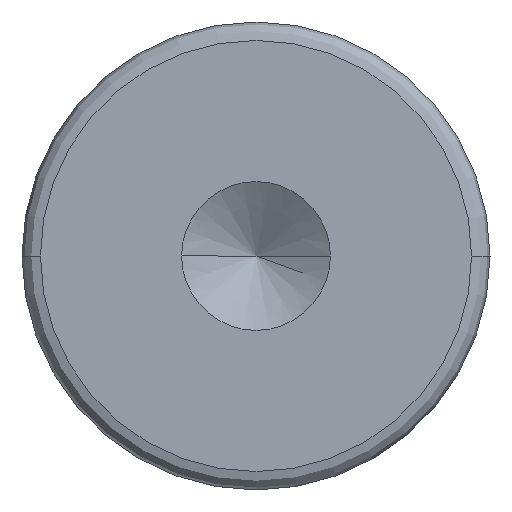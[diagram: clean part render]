
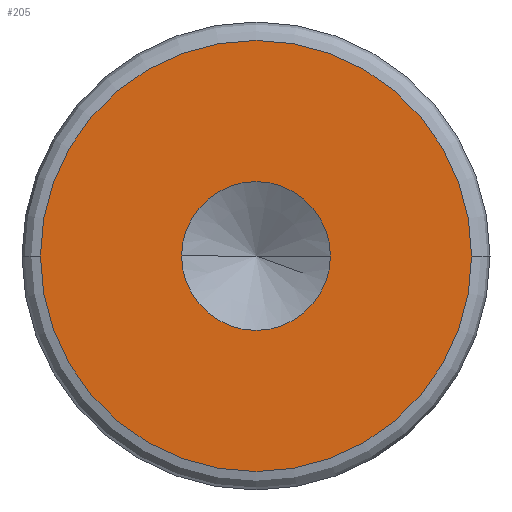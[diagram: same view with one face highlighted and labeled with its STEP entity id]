
A CAD part, left-side view. The second image highlights one B-rep face of the part: STEP entity #205.
In plain terms, the highlighted planar face has unit normal (-1, 0, 0).
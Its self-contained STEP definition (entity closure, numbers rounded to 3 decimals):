
#132=AXIS2_PLACEMENT_3D('Circle Axis2P3D',#130,#131,$) ;
#168=AXIS2_PLACEMENT_3D('Circle Axis2P3D',#166,#167,$) ;
#181=AXIS2_PLACEMENT_3D('Plane Axis2P3D',#178,#179,#180) ;
#189=AXIS2_PLACEMENT_3D('Circle Axis2P3D',#187,#188,$) ;
#198=AXIS2_PLACEMENT_3D('Circle Axis2P3D',#196,#197,$) ;
#127=CARTESIAN_POINT('Vertex',(0.,-5.85,0.)) ;
#130=CARTESIAN_POINT('Axis2P3D Location',(0.,0.,0.)) ;
#134=CARTESIAN_POINT('Vertex',(0.,5.85,0.)) ;
#166=CARTESIAN_POINT('Axis2P3D Location',(0.,0.,0.)) ;
#178=CARTESIAN_POINT('Axis2P3D Location',(0.,0.,0.)) ;
#187=CARTESIAN_POINT('Axis2P3D Location',(0.,0.,0.)) ;
#191=CARTESIAN_POINT('Vertex',(0.,-2.019,0.)) ;
#193=CARTESIAN_POINT('Vertex',(0.,2.019,0.)) ;
#196=CARTESIAN_POINT('Axis2P3D Location',(0.,0.,0.)) ;
#131=DIRECTION('Axis2P3D Direction',(1.,0.,-0.)) ;
#167=DIRECTION('Axis2P3D Direction',(1.,-0.,0.)) ;
#179=DIRECTION('Axis2P3D Direction',(1.,0.,0.)) ;
#180=DIRECTION('Axis2P3D XDirection',(0.,1.,0.)) ;
#188=DIRECTION('Axis2P3D Direction',(1.,0.,0.)) ;
#197=DIRECTION('Axis2P3D Direction',(1.,0.,0.)) ;
#184=ORIENTED_EDGE('',*,*,#136,.F.) ;
#185=ORIENTED_EDGE('',*,*,#170,.F.) ;
#202=ORIENTED_EDGE('',*,*,#195,.T.) ;
#203=ORIENTED_EDGE('',*,*,#200,.T.) ;
#204=FACE_BOUND('',#201,.T.) ;
#205=ADVANCED_FACE('PartBody',(#186,#204),#182,.F.) ;
#133=CIRCLE('generated circle',#132,5.85) ;
#169=CIRCLE('generated circle',#168,5.85) ;
#190=CIRCLE('generated circle',#189,2.019) ;
#199=CIRCLE('generated circle',#198,2.019) ;
#136=EDGE_CURVE('',#128,#135,#133,.T.) ;
#170=EDGE_CURVE('',#135,#128,#169,.T.) ;
#195=EDGE_CURVE('',#192,#194,#190,.T.) ;
#200=EDGE_CURVE('',#194,#192,#199,.T.) ;
#183=EDGE_LOOP('',(#184,#185)) ;
#201=EDGE_LOOP('',(#202,#203)) ;
#186=FACE_OUTER_BOUND('',#183,.T.) ;
#182=PLANE('',#181) ;
#128=VERTEX_POINT('',#127) ;
#135=VERTEX_POINT('',#134) ;
#192=VERTEX_POINT('',#191) ;
#194=VERTEX_POINT('',#193) ;
